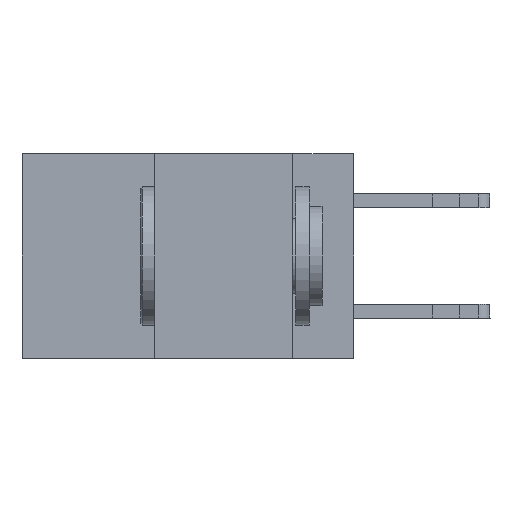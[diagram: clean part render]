
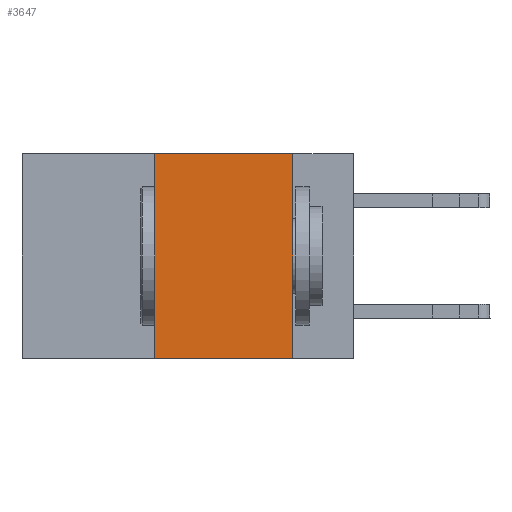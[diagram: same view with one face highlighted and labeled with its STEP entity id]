
A CAD part, left-side view. The second image highlights one B-rep face of the part: STEP entity #3647.
In plain terms, the highlighted planar face has unit normal (-1, 0, 0).
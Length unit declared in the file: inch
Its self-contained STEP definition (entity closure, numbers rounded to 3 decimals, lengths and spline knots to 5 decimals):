
#779 = VERTEX_POINT ( 'NONE', #16713 ) ;
#916 = VERTEX_POINT ( 'NONE', #20579 ) ;
#1023 = VECTOR ( 'NONE', #7787, 39.37008 ) ;
#1024 = CARTESIAN_POINT ( 'NONE',  ( 0., 0.11, 0. ) ) ;
#1298 = EDGE_CURVE ( 'NONE', #3524, #779, #3117, .T. ) ;
#1498 = CARTESIAN_POINT ( 'NONE',  ( 0., 0.6, -0.37 ) ) ;
#2006 = CARTESIAN_POINT ( 'NONE',  ( 0., 0.6, 0. ) ) ;
#2421 = LINE ( 'NONE', #1498, #14582 ) ;
#2893 = CARTESIAN_POINT ( 'NONE',  ( 0., 0.11, -0.37 ) ) ;
#3117 = LINE ( 'NONE', #2006, #16214 ) ;
#3524 = VERTEX_POINT ( 'NONE', #17110 ) ;
#3647 = ADVANCED_FACE ( 'NONE', ( #5180 ), #17247, .F. ) ;
#3935 = EDGE_CURVE ( 'NONE', #916, #3524, #6219, .T. ) ;
#4710 = VERTEX_POINT ( 'NONE', #2893 ) ;
#5084 = EDGE_CURVE ( 'NONE', #916, #4710, #2421, .T. ) ;
#5180 = FACE_OUTER_BOUND ( 'NONE', #20364, .T. ) ;
#5976 = ORIENTED_EDGE ( 'NONE', *, *, #9479, .F. ) ;
#6110 = VECTOR ( 'NONE', #12809, 39.37008 ) ;
#6219 = LINE ( 'NONE', #11125, #1023 ) ;
#6464 = ORIENTED_EDGE ( 'NONE', *, *, #1298, .F. ) ;
#6642 = LINE ( 'NONE', #1024, #6110 ) ;
#7787 = DIRECTION ( 'NONE',  ( 0., 0., 1. ) ) ;
#9479 = EDGE_CURVE ( 'NONE', #779, #4710, #6642, .T. ) ;
#9971 = DIRECTION ( 'NONE',  ( 0., -1., 0. ) ) ;
#10493 = DIRECTION ( 'NONE',  ( 0., -1., 0. ) ) ;
#11125 = CARTESIAN_POINT ( 'NONE',  ( 0., 0.36, 0. ) ) ;
#11829 = AXIS2_PLACEMENT_3D ( 'NONE', #15520, #15227, #15098 ) ;
#12809 = DIRECTION ( 'NONE',  ( 0., 0., -1. ) ) ;
#14582 = VECTOR ( 'NONE', #9971, 39.37008 ) ;
#15098 = DIRECTION ( 'NONE',  ( 0., 0., -1. ) ) ;
#15227 = DIRECTION ( 'NONE',  ( 1., 0., 0. ) ) ;
#15520 = CARTESIAN_POINT ( 'NONE',  ( 0., 0.6, 0. ) ) ;
#16214 = VECTOR ( 'NONE', #10493, 39.37008 ) ;
#16713 = CARTESIAN_POINT ( 'NONE',  ( 0., 0.11, 0. ) ) ;
#17110 = CARTESIAN_POINT ( 'NONE',  ( 0., 0.36, 0. ) ) ;
#17247 = PLANE ( 'NONE',  #11829 ) ;
#18097 = ORIENTED_EDGE ( 'NONE', *, *, #5084, .T. ) ;
#20364 = EDGE_LOOP ( 'NONE', ( #5976, #6464, #21280, #18097 ) ) ;
#20579 = CARTESIAN_POINT ( 'NONE',  ( 0., 0.36, -0.37 ) ) ;
#21280 = ORIENTED_EDGE ( 'NONE', *, *, #3935, .F. ) ;
